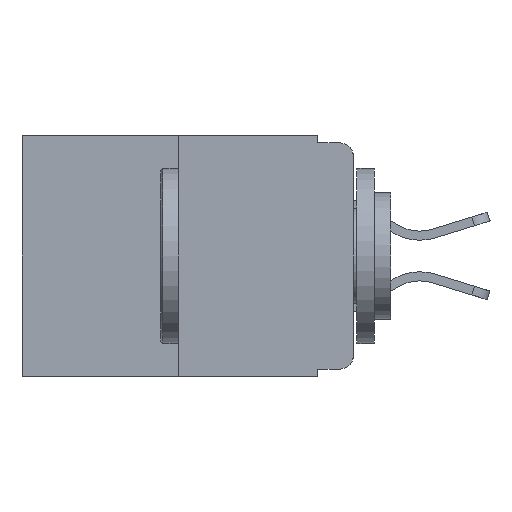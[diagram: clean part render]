
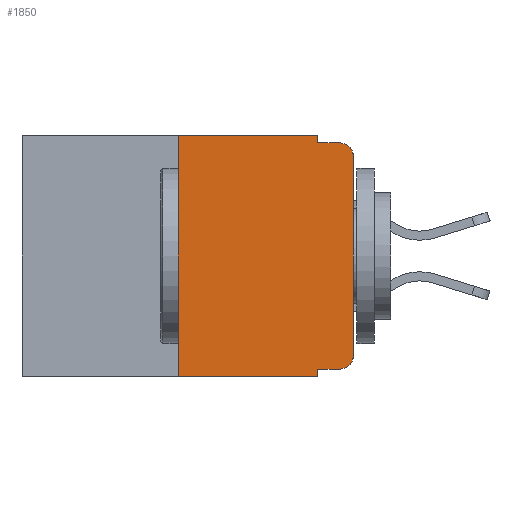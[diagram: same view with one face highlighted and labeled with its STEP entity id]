
A CAD part, left-side view. The second image highlights one B-rep face of the part: STEP entity #1850.
In plain terms, the highlighted planar face has unit normal (-1, 0, 0).
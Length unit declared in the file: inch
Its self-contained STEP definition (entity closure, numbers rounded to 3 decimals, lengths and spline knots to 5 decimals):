
#119 = AXIS2_PLACEMENT_3D ( 'NONE', #2509, #22011, #15912 ) ;
#619 = PLANE ( 'NONE',  #13655 ) ;
#626 = VERTEX_POINT ( 'NONE', #23526 ) ;
#692 = EDGE_CURVE ( 'NONE', #23194, #5923, #20757, .T. ) ;
#778 = ORIENTED_EDGE ( 'NONE', *, *, #692, .F. ) ;
#1850 = ADVANCED_FACE ( 'NONE', ( #22228 ), #619, .F. ) ;
#2280 = CARTESIAN_POINT ( 'NONE',  ( 0., 0.473, 0. ) ) ;
#2364 = VECTOR ( 'NONE', #12601, 39.37008 ) ;
#2402 = VERTEX_POINT ( 'NONE', #19642 ) ;
#2506 = CARTESIAN_POINT ( 'NONE',  ( 0., 0., -0.313 ) ) ;
#2509 = CARTESIAN_POINT ( 'NONE',  ( 0., 0.02, -0.313 ) ) ;
#2676 = CIRCLE ( 'NONE', #5070, 0.02 ) ;
#3504 = DIRECTION ( 'NONE',  ( 0., -1., 0. ) ) ;
#3753 = DIRECTION ( 'NONE',  ( 0., 0., -1. ) ) ;
#3947 = LINE ( 'NONE', #20716, #12963 ) ;
#4000 = CARTESIAN_POINT ( 'NONE',  ( 0., 0.051, 0. ) ) ;
#4600 = CARTESIAN_POINT ( 'NONE',  ( 0., 0.25, -0.343 ) ) ;
#4990 = DIRECTION ( 'NONE',  ( 0., -1., 0. ) ) ;
#5013 = VECTOR ( 'NONE', #16098, 39.37008 ) ;
#5070 = AXIS2_PLACEMENT_3D ( 'NONE', #7392, #7655, #20805 ) ;
#5257 = ORIENTED_EDGE ( 'NONE', *, *, #20601, .T. ) ;
#5471 = VECTOR ( 'NONE', #3753, 39.37008 ) ;
#5543 = VERTEX_POINT ( 'NONE', #7938 ) ;
#5923 = VERTEX_POINT ( 'NONE', #8929 ) ;
#6288 = EDGE_CURVE ( 'NONE', #5923, #626, #24050, .T. ) ;
#6432 = ORIENTED_EDGE ( 'NONE', *, *, #6288, .F. ) ;
#7392 = CARTESIAN_POINT ( 'NONE',  ( 0., 0.02, -0.03 ) ) ;
#7493 = LINE ( 'NONE', #17334, #10781 ) ;
#7575 = VECTOR ( 'NONE', #10039, 39.37008 ) ;
#7655 = DIRECTION ( 'NONE',  ( -1., 0., 0. ) ) ;
#7938 = CARTESIAN_POINT ( 'NONE',  ( 0., 0., -0.03 ) ) ;
#8116 = VERTEX_POINT ( 'NONE', #4600 ) ;
#8929 = CARTESIAN_POINT ( 'NONE',  ( 0., 0.051, 0. ) ) ;
#9413 = DIRECTION ( 'NONE',  ( 0., 0., 1. ) ) ;
#9490 = EDGE_CURVE ( 'NONE', #8116, #2402, #11157, .T. ) ;
#9767 = VECTOR ( 'NONE', #23496, 39.37008 ) ;
#10039 = DIRECTION ( 'NONE',  ( 0., -1., 0. ) ) ;
#10171 = CARTESIAN_POINT ( 'NONE',  ( 0., 0.02, -0.01 ) ) ;
#10351 = CARTESIAN_POINT ( 'NONE',  ( 0., 0.02, -0.333 ) ) ;
#10379 = VERTEX_POINT ( 'NONE', #10171 ) ;
#10781 = VECTOR ( 'NONE', #9413, 39.37008 ) ;
#10864 = VECTOR ( 'NONE', #4990, 39.37008 ) ;
#11157 = LINE ( 'NONE', #23828, #7575 ) ;
#11343 = LINE ( 'NONE', #21392, #2364 ) ;
#11643 = ORIENTED_EDGE ( 'NONE', *, *, #19712, .F. ) ;
#11910 = VERTEX_POINT ( 'NONE', #2506 ) ;
#12325 = EDGE_CURVE ( 'NONE', #5543, #10379, #2676, .T. ) ;
#12516 = EDGE_CURVE ( 'NONE', #17525, #2402, #11343, .T. ) ;
#12601 = DIRECTION ( 'NONE',  ( 0., 0., -1. ) ) ;
#12685 = CARTESIAN_POINT ( 'NONE',  ( 0., 0.473, 0. ) ) ;
#12963 = VECTOR ( 'NONE', #3504, 39.37008 ) ;
#13655 = AXIS2_PLACEMENT_3D ( 'NONE', #2280, #23612, #19534 ) ;
#13722 = LINE ( 'NONE', #17995, #9767 ) ;
#14149 = ORIENTED_EDGE ( 'NONE', *, *, #12516, .F. ) ;
#15682 = EDGE_CURVE ( 'NONE', #626, #10379, #13722, .T. ) ;
#15840 = LINE ( 'NONE', #23620, #5013 ) ;
#15884 = ORIENTED_EDGE ( 'NONE', *, *, #9490, .T. ) ;
#15912 = DIRECTION ( 'NONE',  ( 0., 0., -1. ) ) ;
#16098 = DIRECTION ( 'NONE',  ( 0., 0., 1. ) ) ;
#17334 = CARTESIAN_POINT ( 'NONE',  ( 0., 0.25, 0. ) ) ;
#17525 = VERTEX_POINT ( 'NONE', #24327 ) ;
#17995 = CARTESIAN_POINT ( 'NONE',  ( 0., 0.051, -0.01 ) ) ;
#19221 = EDGE_CURVE ( 'NONE', #19245, #11910, #23419, .T. ) ;
#19245 = VERTEX_POINT ( 'NONE', #10351 ) ;
#19529 = EDGE_CURVE ( 'NONE', #17525, #19245, #3947, .T. ) ;
#19534 = DIRECTION ( 'NONE',  ( 0., 0., -1. ) ) ;
#19642 = CARTESIAN_POINT ( 'NONE',  ( 0., 0.051, -0.343 ) ) ;
#19712 = EDGE_CURVE ( 'NONE', #8116, #23194, #7493, .T. ) ;
#19843 = EDGE_LOOP ( 'NONE', ( #5257, #20374, #24356, #6432, #778, #11643, #15884, #14149, #21794, #22375 ) ) ;
#20374 = ORIENTED_EDGE ( 'NONE', *, *, #12325, .T. ) ;
#20601 = EDGE_CURVE ( 'NONE', #11910, #5543, #15840, .T. ) ;
#20716 = CARTESIAN_POINT ( 'NONE',  ( 0., 0.051, -0.333 ) ) ;
#20757 = LINE ( 'NONE', #12685, #10864 ) ;
#20805 = DIRECTION ( 'NONE',  ( 0., 0., -1. ) ) ;
#21392 = CARTESIAN_POINT ( 'NONE',  ( 0., 0.051, 0. ) ) ;
#21794 = ORIENTED_EDGE ( 'NONE', *, *, #19529, .T. ) ;
#22011 = DIRECTION ( 'NONE',  ( -1., 0., 0. ) ) ;
#22228 = FACE_OUTER_BOUND ( 'NONE', #19843, .T. ) ;
#22375 = ORIENTED_EDGE ( 'NONE', *, *, #19221, .T. ) ;
#23194 = VERTEX_POINT ( 'NONE', #23820 ) ;
#23419 = CIRCLE ( 'NONE', #119, 0.02 ) ;
#23496 = DIRECTION ( 'NONE',  ( 0., -1., 0. ) ) ;
#23526 = CARTESIAN_POINT ( 'NONE',  ( 0., 0.051, -0.01 ) ) ;
#23612 = DIRECTION ( 'NONE',  ( 1., 0., 0. ) ) ;
#23620 = CARTESIAN_POINT ( 'NONE',  ( 0., 0., 0. ) ) ;
#23820 = CARTESIAN_POINT ( 'NONE',  ( 0., 0.25, 0. ) ) ;
#23828 = CARTESIAN_POINT ( 'NONE',  ( 0., 0.473, -0.343 ) ) ;
#24050 = LINE ( 'NONE', #4000, #5471 ) ;
#24327 = CARTESIAN_POINT ( 'NONE',  ( 0., 0.051, -0.333 ) ) ;
#24356 = ORIENTED_EDGE ( 'NONE', *, *, #15682, .F. ) ;
